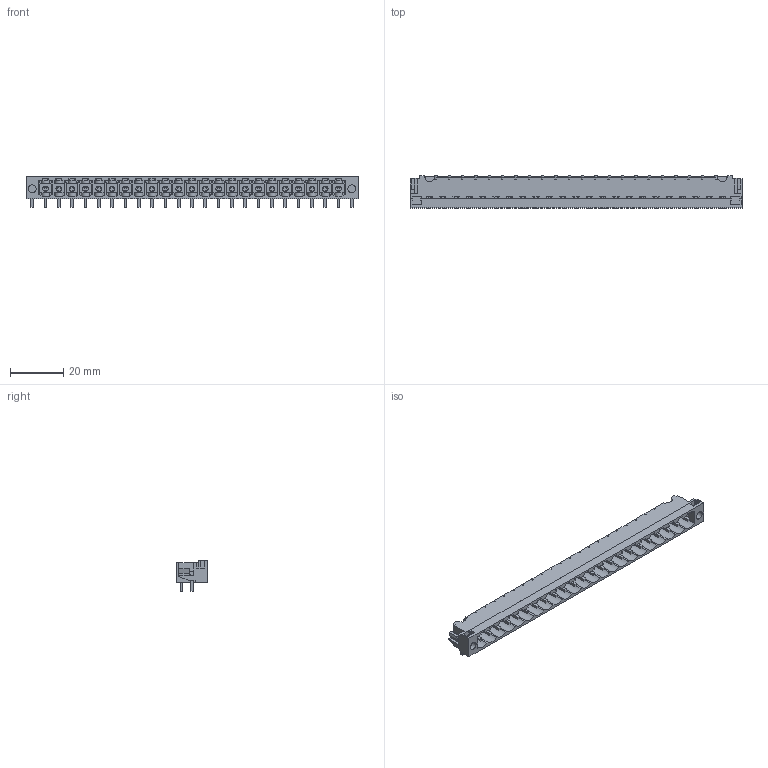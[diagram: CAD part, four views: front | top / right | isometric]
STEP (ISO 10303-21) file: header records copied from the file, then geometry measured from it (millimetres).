
FILE_DESCRIPTION(('CATIA V5 STEP Exchange','CAx-IF Rec.Pracs.--- Model Styling and Organization---1.2---2011-12-15'),'2;1');
FILE_NAME ('7601264_2_1840560000_1840560000.stp','2018-03-08T10:00:51+00:00',('none'),('Weidmueller'),'CATIA Version 5-6 Release 2014','CATIA V5 STEP AP214','none');
FILE_SCHEMA(('AUTOMOTIVE_DESIGN { 1 0 10303 214 1 1 1 1 }'));
Length unit declared in the file: millimetre
Products named in the file (1): 1840560000
Bounding box: 124.6 x 12 x 11.63 mm (x, y, z)
Volume: 4535 mm3; surface area: 10816.7 mm2
Topology: 26 solids, 26 shells, 1601 faces, 4990 edges, 3396 vertices
Faces by surface type: plane 1310, cylinder 291
Entity records: 51576 total; most frequent: CARTESIAN_POINT 10331, ORIENTED_EDGE 9980, DIRECTION 6437, EDGE_CURVE 4990, VECTOR 4133, LINE 4133, VERTEX_POINT 3396, EDGE_LOOP 1652
